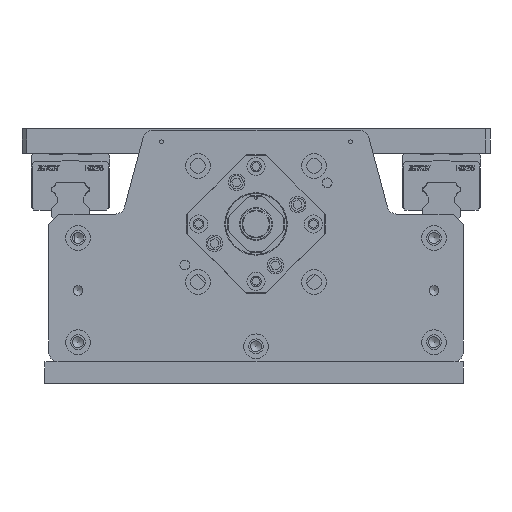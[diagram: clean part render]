
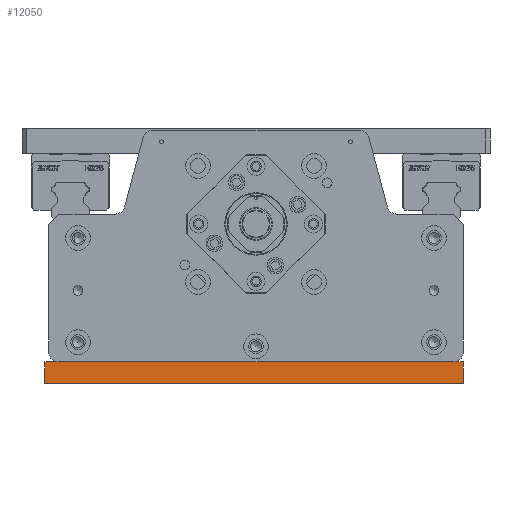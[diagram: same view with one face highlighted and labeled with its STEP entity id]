
A CAD part, front view. The second image highlights one B-rep face of the part: STEP entity #12050.
In plain terms, the highlighted planar face has unit normal (0, -1, 0).
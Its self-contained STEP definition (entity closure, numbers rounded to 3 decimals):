
#7348=CARTESIAN_POINT('',(246.5,-551.,0.));
#7349=VERTEX_POINT('',#7348);
#7557=CARTESIAN_POINT('',(6.,-551.,0.));
#7558=VERTEX_POINT('',#7557);
#11913=CARTESIAN_POINT('',(6.,-551.,0.));
#11914=DIRECTION('',(1.0,0.0,0.0));
#11915=VECTOR('',#11914,240.5);
#11916=LINE('',#11913,#11915);
#11917=EDGE_CURVE('',#7558,#7349,#11916,.T.);
#11987=CARTESIAN_POINT('',(252.5,-551.,-13.));
#11988=VERTEX_POINT('',#11987);
#11996=CARTESIAN_POINT('',(252.5,-551.,0.));
#11997=VERTEX_POINT('',#11996);
#12004=CARTESIAN_POINT('',(252.5,-551.,-13.));
#12005=DIRECTION('',(0.0,0.0,1.0));
#12006=VECTOR('',#12005,13.);
#12007=LINE('',#12004,#12006);
#12008=EDGE_CURVE('',#11988,#11997,#12007,.T.);
#12013=CARTESIAN_POINT('',(-7.5,-551.,-15.));
#12014=DIRECTION('',(0.0,-1.0,0.0));
#12015=DIRECTION('',(1.0,0.0,0.0));
#12016=AXIS2_PLACEMENT_3D('',#12013,#12014,#12015);
#12017=PLANE('',#12016);
#12018=CARTESIAN_POINT('',(-2.25,-551.,0.));
#12019=VERTEX_POINT('',#12018);
#12020=CARTESIAN_POINT('',(-2.25,-551.,-13.));
#12021=VERTEX_POINT('',#12020);
#12022=CARTESIAN_POINT('',(-2.25,-551.,0.));
#12023=DIRECTION('',(0.0,0.0,-1.0));
#12024=VECTOR('',#12023,13.);
#12025=LINE('',#12022,#12024);
#12026=EDGE_CURVE('',#12019,#12021,#12025,.T.);
#12027=ORIENTED_EDGE('',*,*,#12026,.T.);
#12028=CARTESIAN_POINT('',(-2.25,-551.,-13.));
#12029=DIRECTION('',(1.0,0.0,0.0));
#12030=VECTOR('',#12029,254.75);
#12031=LINE('',#12028,#12030);
#12032=EDGE_CURVE('',#12021,#11988,#12031,.T.);
#12033=ORIENTED_EDGE('',*,*,#12032,.T.);
#12034=ORIENTED_EDGE('',*,*,#12008,.T.);
#12035=CARTESIAN_POINT('',(246.5,-551.,0.));
#12036=DIRECTION('',(1.0,0.0,0.0));
#12037=VECTOR('',#12036,6.);
#12038=LINE('',#12035,#12037);
#12039=EDGE_CURVE('',#7349,#11997,#12038,.T.);
#12040=ORIENTED_EDGE('',*,*,#12039,.F.);
#12041=ORIENTED_EDGE('',*,*,#11917,.F.);
#12042=CARTESIAN_POINT('',(-2.25,-551.,0.));
#12043=DIRECTION('',(1.0,0.0,0.0));
#12044=VECTOR('',#12043,8.25);
#12045=LINE('',#12042,#12044);
#12046=EDGE_CURVE('',#12019,#7558,#12045,.T.);
#12047=ORIENTED_EDGE('',*,*,#12046,.F.);
#12048=EDGE_LOOP('',(#12027,#12033,#12034,#12040,#12041,#12047));
#12049=FACE_OUTER_BOUND('',#12048,.T.);
#12050=ADVANCED_FACE('',(#12049),#12017,.T.);
